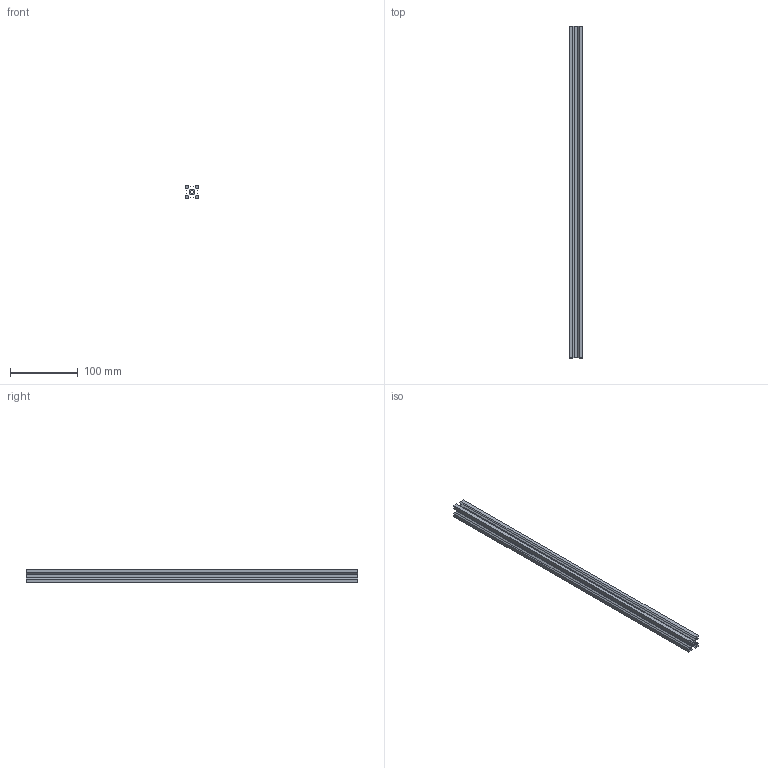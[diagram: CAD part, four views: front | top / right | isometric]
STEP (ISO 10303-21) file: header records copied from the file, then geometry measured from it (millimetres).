
FILE_DESCRIPTION(/* description */ (''),/* implementation_level */ '2;1');
FILE_NAME(/* name */ '2020 Extrusion v2.step',/* time_stamp */ '2022-06-14T21:51:10-07:00',/* author */ (''),/* organization */ (''),/* preprocessor_version */ 'ST-DEVELOPER v19',/* originating_system */ 'Autodesk Translation Framework v11.7.0.108',/* authorisation */ '');
FILE_SCHEMA (('AUTOMOTIVE_DESIGN { 1 0 10303 214 3 1 1 }'));
Length unit declared in the file: millimetre
Products named in the file (2): 2020 Extrusion; 489mm 2020
Assembly tree (1 placements, depth 2):
  2020 Extrusion
    489mm 2020
Bounding box: 20 x 489 x 20 mm (x, y, z)
Volume: 83829.1 mm3; surface area: 80363.3 mm2
Topology: 1 solids, 1 shells, 47 faces, 135 edges, 90 vertices
Faces by surface type: plane 46, cylinder 1
Full cylindrical faces by diameter (mm): 4.2 x1
Entity records: 1568 total; most frequent: CARTESIAN_POINT 275, ORIENTED_EDGE 270, DIRECTION 237, EDGE_CURVE 135, LINE 133, VECTOR 133, VERTEX_POINT 90, AXIS2_PLACEMENT_3D 52
